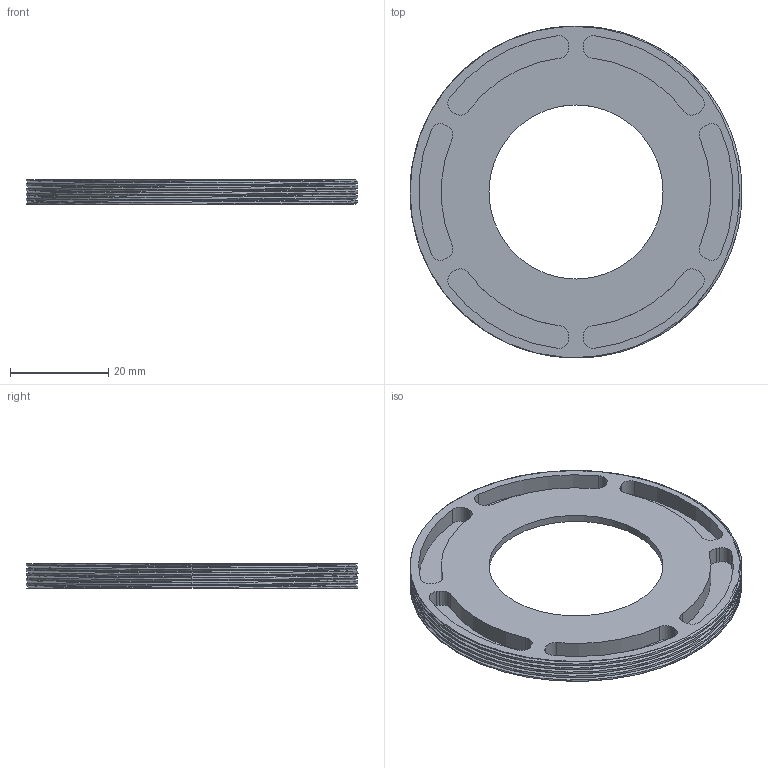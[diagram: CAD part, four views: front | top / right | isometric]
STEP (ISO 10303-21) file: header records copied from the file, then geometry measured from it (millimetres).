
FILE_DESCRIPTION(/* description */ (''),/* implementation_level */ '2;1');
FILE_NAME(/* name */ 'Cover.step',/* time_stamp */ '2022-03-05T07:04:54+08:00',/* author */ (''),/* organization */ (''),/* preprocessor_version */ 'ST-DEVELOPER v18.1',/* originating_system */ 'Autodesk Translation Framework v10.10.0.1391',/* authorisation */ '');
FILE_SCHEMA (('AUTOMOTIVE_DESIGN { 1 0 10303 214 3 1 1 }'));
Length unit declared in the file: millimetre
Products named in the file (1): top cover 1
Bounding box: 67.7 x 67.7 x 5 mm (x, y, z)
Volume: 5785.6 mm3; surface area: 8962.7 mm2
Topology: 1 solids, 1 shells, 73 faces, 185 edges, 123 vertices
Faces by surface type: cylinder 47, plane 23, bspline 2, cone 1
Full cylindrical faces by diameter (mm): 35.5 x1, 37.5 x1, 51 x1, 52 x1, 67.7 x5
Entity records: 3704 total; most frequent: CARTESIAN_POINT 1853, DIRECTION 397, ORIENTED_EDGE 370, EDGE_CURVE 185, AXIS2_PLACEMENT_3D 157, VERTEX_POINT 123, CIRCLE 85, EDGE_LOOP 84
